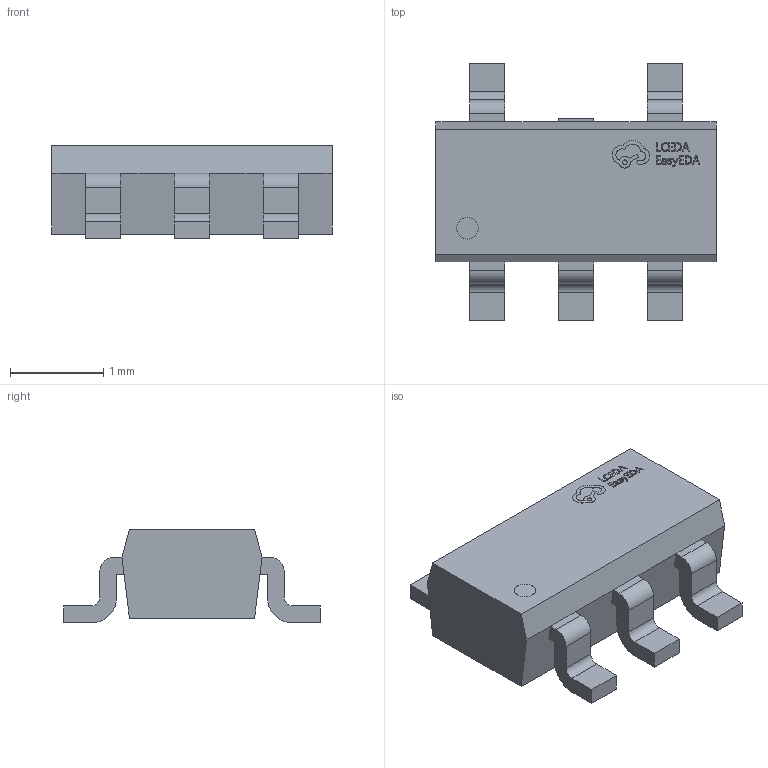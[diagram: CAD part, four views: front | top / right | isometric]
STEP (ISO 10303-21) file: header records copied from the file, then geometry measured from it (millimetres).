
FILE_DESCRIPTION((''),'2;1');
FILE_NAME('SOT-23','2022-07-07T11:34:54',('win10'),(''),'CREO PARAMETRIC BY PTC INC, 2020033','CREO PARAMETRIC BY PTC INC, 2020033','');
FILE_SCHEMA(('CONFIG_CONTROL_DESIGN','GEOMETRIC_VALIDATION_PROPERTIES_MIM'));
Length unit declared in the file: millimetre
Products named in the file (1): SOT-23
Bounding box: 3 x 2.75 x 1 mm (x, y, z)
Volume: 4.4 mm3; surface area: 22.4 mm2
Topology: 1 solids, 1 shells, 228 faces, 606 edges, 400 vertices
Faces by surface type: plane 136, extrusion 73, cylinder 19
Entity records: 8282 total; most frequent: CARTESIAN_POINT 2103, ORIENTED_EDGE 1212, DIRECTION 881, EDGE_CURVE 606, VECTOR 495, LINE 422, VERTEX_POINT 400, EDGE_LOOP 248
